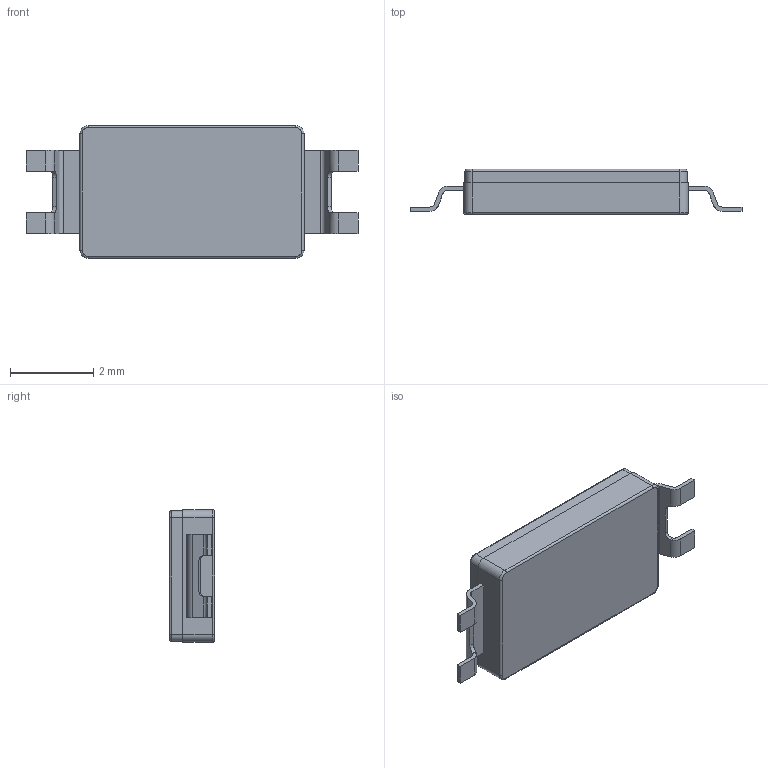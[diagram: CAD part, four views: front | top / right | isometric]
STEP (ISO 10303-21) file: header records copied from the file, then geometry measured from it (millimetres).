
FILE_DESCRIPTION (( 'STEP AP214' ), '1' );
FILE_NAME ('SA_3D.STEP', '2020-03-11T02:04:44', ( '' ), ( '' ), 'SwSTEP 2.0', 'SolidWorks 2016', '' );
FILE_SCHEMA (( 'AUTOMOTIVE_DESIGN' ));
Length unit declared in the file: millimetre
Products named in the file (3): SA外形図用_SA-PAT-01(製品部); SA外形; SA_3D
Assembly tree (3 placements, depth 2):
  SA_3D
    SA外形
    SA外形図用_SA-PAT-01(製品部)  x2
Bounding box: 8 x 1.09 x 3.2 mm (x, y, z)
Volume: 19.1 mm3; surface area: 63.3 mm2
Topology: 3 solids, 3 shells, 87 faces, 216 edges, 136 vertices
Faces by surface type: plane 43, cylinder 32, bspline 12
Entity records: 2671 total; most frequent: CARTESIAN_POINT 485, DIRECTION 298, ORIENTED_EDGE 296, EDGE_CURVE 148, AXIS2_PLACEMENT_3D 105, VERTEX_POINT 92, LINE 88, VECTOR 88
